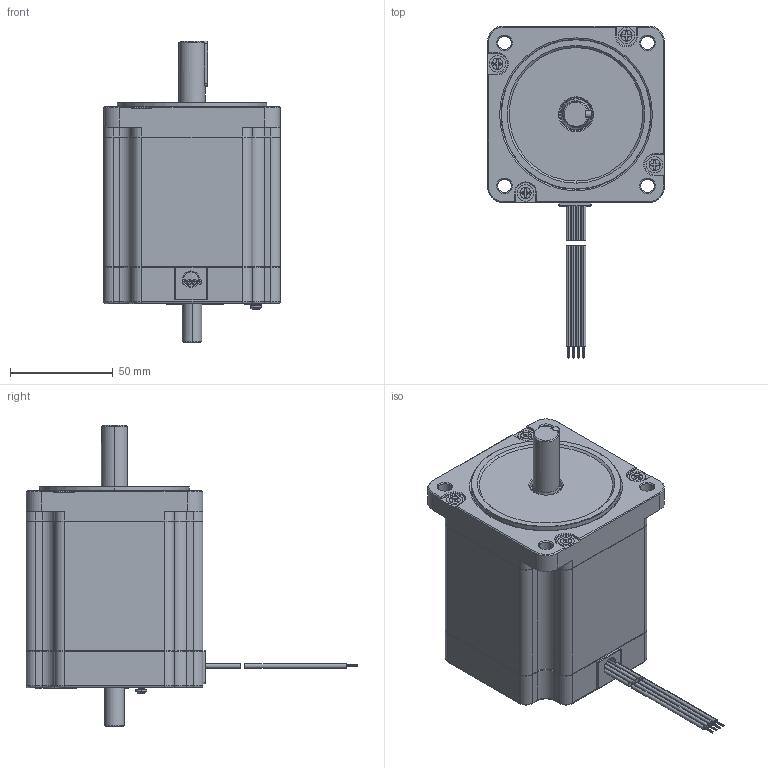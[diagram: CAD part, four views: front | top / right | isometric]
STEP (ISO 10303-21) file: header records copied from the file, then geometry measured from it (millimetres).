
FILE_DESCRIPTION((''),'2;1');
FILE_NAME('4611110027510_ASM','2024-04-17T09:59:40',('ms26442'),(''),'CREO PARAMETRIC BY PTC INC, 2018100','CREO PARAMETRIC BY PTC INC, 2018100','');
FILE_SCHEMA(('CONFIG_CONTROL_DESIGN'));
Products named in the file (28): 4613102100411; 3698153000271; 3698153000270; 4613104004339_ASM; 4634140202346; 3632305500080; 4613103008807_ASM; 4219121303977; 4219121302163; 4331101000099; 4613106100208_AF0; 4693220000358_AF0; 4613106100208_AF1; 4332101206266_AF0; 4613110000011; 4613106100208; 4693220000358; 4613107110008_ASM; 4294440200025_AF0; 4294440200025_AF1; 4294404000306; 3698151100074; 4294404000450; 3219710002063; 4613153002220_ASM; 4294438000032; 3219720005067; 4611110027510_ASM
Assembly tree (34 placements, depth 5):
  4611110027510_ASM
    4613153002220_ASM
      4613103008807_ASM
        4613104004339_ASM
          4613102100411
          3698153000271
          3698153000270
        4634140202346
        3632305500080
      4219121303977
      4219121302163
      4331101000099  x2
      4613107110008_ASM
        4613106100208_AF0
        4693220000358_AF0
        4613106100208_AF1
        4332101206266_AF0
        4613110000011
        4613106100208  x2
        4693220000358
      4294440200025_AF0
      4294440200025_AF1
      4294404000306  x4
      3698151100074
      4294404000450
      3219710002063
    4294404000450
    4294438000032
    3219720005067
    3219710002063
Bounding box: 86 x 161.5 x 146.99 mm (x, y, z)
Volume: 469242.5 mm3; surface area: 287953.3 mm2
Topology: 197 solids, 214 shells, 5838 faces, 15072 edges, 9869 vertices
Faces by surface type: plane 2828, cylinder 2547, cone 204, bspline 176, torus 79, sphere 4
Entity records: 165042 total; most frequent: CARTESIAN_POINT 38759, DIRECTION 26787, ORIENTED_EDGE 26032, EDGE_CURVE 13034, AXIS2_PLACEMENT_3D 9500, VERTEX_POINT 8521, VECTOR 7787, LINE 7787
